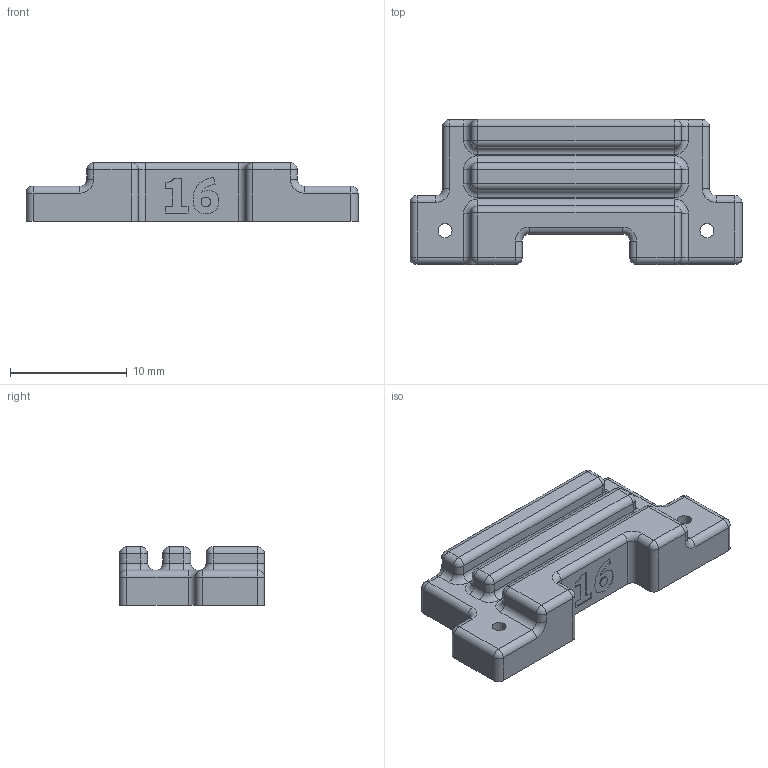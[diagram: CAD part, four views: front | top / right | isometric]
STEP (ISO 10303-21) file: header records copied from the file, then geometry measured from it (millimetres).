
FILE_DESCRIPTION(('HOOPS Exchange Step'),'2;1');
FILE_NAME('temp_export','2023-08-20T13:15:01-04:00',('jscotto'),('Shapr3D Limited'),'HOOPS Exchange 2023.2','Shapr3D','Authorized');
FILE_SCHEMA( ('AUTOMOTIVE_DESIGN { 1 0 10303 214 1 1 1 1 }') );
Length unit declared in the file: millimetre
Products named in the file (1): ScottoBender (16g)
Bounding box: 28.4 x 12.4 x 5 mm (x, y, z)
Volume: 1162.5 mm3; surface area: 1053 mm2
Topology: 1 solids, 1 shells, 248 faces, 611 edges, 364 vertices
Faces by surface type: plane 123, cylinder 62, bspline 27, sphere 20, torus 16
Full cylindrical faces by diameter (mm): 1.2 x2
Entity records: 7735 total; most frequent: CARTESIAN_POINT 2059, ORIENTED_EDGE 1182, DIRECTION 1123, EDGE_CURVE 591, VECTOR 395, LINE 395, AXIS2_PLACEMENT_3D 364, VERTEX_POINT 364
